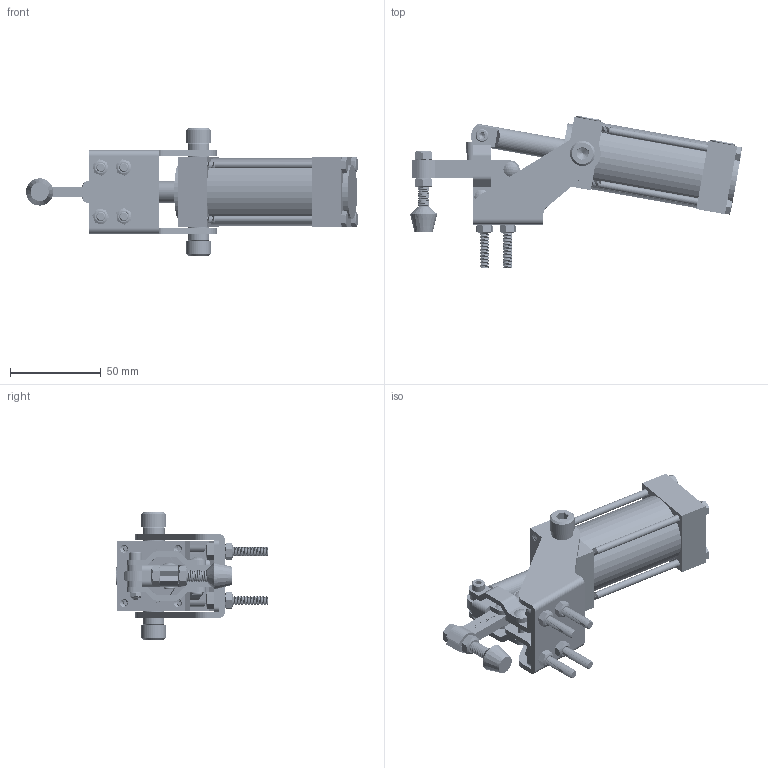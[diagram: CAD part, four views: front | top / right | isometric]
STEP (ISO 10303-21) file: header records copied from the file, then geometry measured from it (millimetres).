
FILE_DESCRIPTION (( 'STEP AP203' ), '1' );
FILE_NAME ('CH-12050-A.STEP', '2017-12-05T07:08:02', ( 'Windows' ), ( 'Microsoft' ), 'SwSTEP 2.0', 'SolidWorks 2015', '' );
FILE_SCHEMA (( 'CONFIG_CONTROL_DESIGN' ));
Length unit declared in the file: millimetre
Products named in the file (20): Air cylinder-3; 1-4; CH-12050-A-01; Air cylinder-1; CH-36003-A-03; CH-12050-01; 錨璃2; M5-30; CH-12050-02; CH-12050-A; M5; CH-12050-A-04; M4NUT; CH-12050-A-05; M4-24; 18RIVET; M8-15; 12RIVET; Air cylinder-2; CH-FC-14134
Assembly tree (33 placements, depth 2):
  CH-12050-A
    CH-12050-A-01
    CH-12050-01
    CH-12050-02
    CH-12050-A-04
    CH-12050-A-05
    18RIVET
    12RIVET  x2
    CH-FC-14134
    1-4  x2
    CH-36003-A-03  x2
    M5-30  x4
    M5  x4
    M4NUT
    M4-24
    M8-15  x2
    Air cylinder-2
    Air cylinder-3  x4
    Air cylinder-1
    錨璃2  x2
Bounding box: 182.69 x 83.94 x 70 mm (x, y, z)
Volume: 154193.9 mm3; surface area: 70488.9 mm2
Topology: 35 solids, 37 shells, 2019 faces, 5517 edges, 3624 vertices
Faces by surface type: cylinder 1065, plane 514, bspline 228, cone 158, torus 48, sphere 6
Entity records: 75138 total; most frequent: CARTESIAN_POINT 41894, ORIENTED_EDGE 7460, DIRECTION 5161, EDGE_CURVE 3730, VERTEX_POINT 2457, AXIS2_PLACEMENT_3D 1729, VECTOR 1703, LINE 1703
